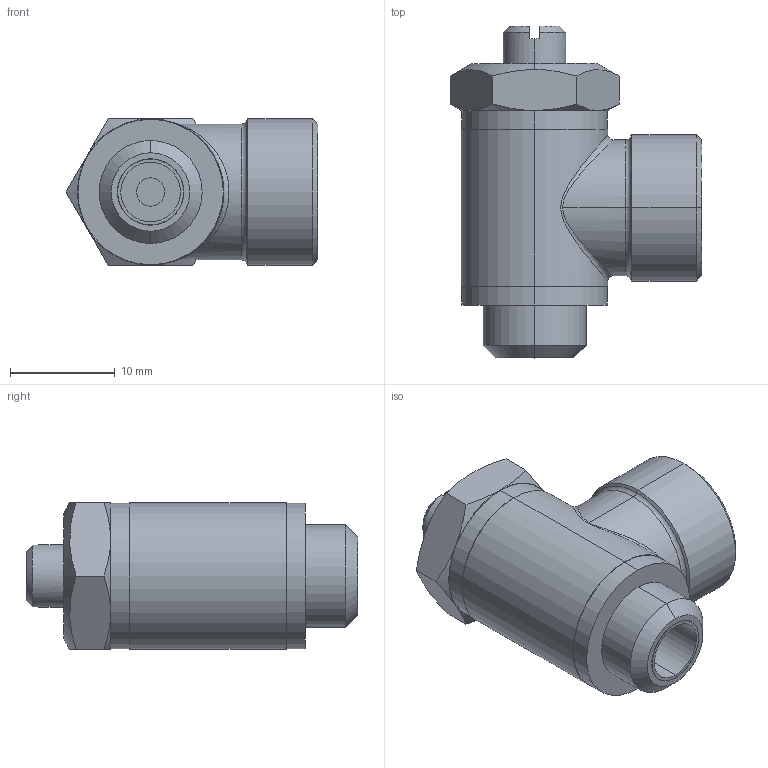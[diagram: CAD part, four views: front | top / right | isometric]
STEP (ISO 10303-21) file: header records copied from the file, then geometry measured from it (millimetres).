
FILE_DESCRIPTION (( 'STEP AP203' ), '1' );
FILE_NAME ('04070V01.STEP', '2010-04-28T09:51:53', ( '' ), ( 'sopra-pneumatic' ), 'SwSTEP 2.0', 'SolidWorks 2009', '' );
FILE_SCHEMA (( 'CONFIG_CONTROL_DESIGN' ));
Length unit declared in the file: millimetre
Products named in the file (1): 04070V01
Bounding box: 24.08 x 31.74 x 14 mm (x, y, z)
Volume: 4851.7 mm3; surface area: 2377.5 mm2
Topology: 1 solids, 3 shells, 71 faces, 149 edges, 94 vertices
Faces by surface type: cylinder 25, plane 24, cone 18, bspline 2, torus 2
Entity records: 3350 total; most frequent: CARTESIAN_POINT 1760, DIRECTION 325, ORIENTED_EDGE 298, EDGE_CURVE 149, AXIS2_PLACEMENT_3D 139, VERTEX_POINT 94, EDGE_LOOP 81, FACE_OUTER_BOUND 71
